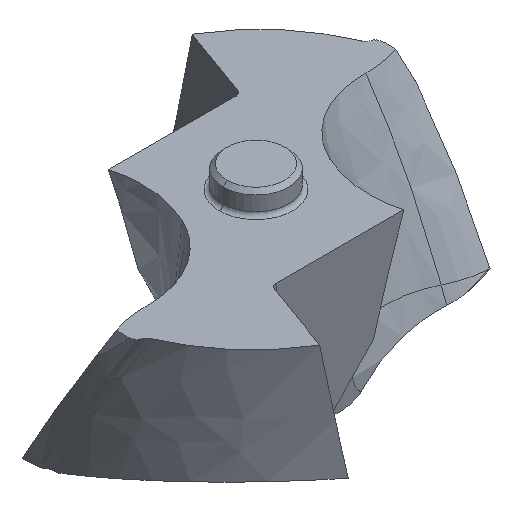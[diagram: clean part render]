
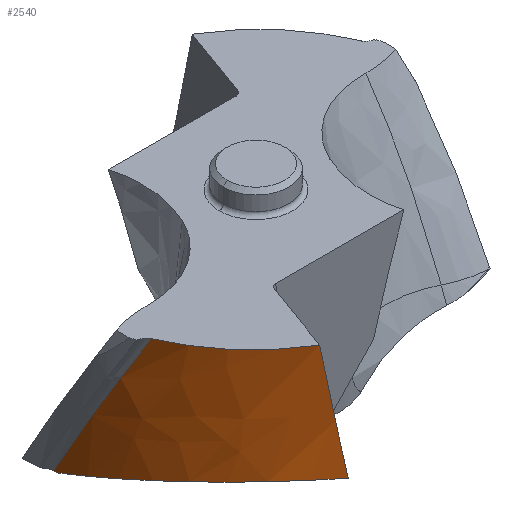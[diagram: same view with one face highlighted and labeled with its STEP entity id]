
A CAD part, isometric view. The second image highlights one B-rep face of the part: STEP entity #2540.
In plain terms, the highlighted free-form (B-spline) face has degree [3, 3] with [7, 5] control points.
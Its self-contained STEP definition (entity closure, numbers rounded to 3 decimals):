
#169=CARTESIAN_POINT('',(-3.889,-6.298,
0.));
#170=CARTESIAN_POINT('',(-4.451,-5.962,
0.));
#171=CARTESIAN_POINT('',(-5.657,-5.002,
0.));
#172=CARTESIAN_POINT('',(-6.513,-3.707,
0.));
#173=CARTESIAN_POINT('',(-6.857,-2.905,
0.));
#461=CARTESIAN_POINT('',(-7.448,0.202,
-5.587));
#774=CARTESIAN_POINT('',(-3.167,-6.657,
-4.54));
#775=CARTESIAN_POINT('',(-3.361,-6.567,
-4.504));
#776=CARTESIAN_POINT('',(-3.735,-6.374,
-4.444));
#777=CARTESIAN_POINT('',(-4.236,-6.062,
-4.382));
#778=CARTESIAN_POINT('',(-4.741,-5.689,
-4.343));
#779=CARTESIAN_POINT('',(-5.195,-5.29,
-4.332));
#780=CARTESIAN_POINT('',(-5.613,-4.858,
-4.347));
#781=CARTESIAN_POINT('',(-5.989,-4.401,
-4.387));
#782=CARTESIAN_POINT('',(-6.324,-3.916,
-4.453));
#783=CARTESIAN_POINT('',(-6.602,-3.44,
-4.536));
#784=CARTESIAN_POINT('',(-6.858,-2.913,
-4.647));
#785=CARTESIAN_POINT('',(-7.064,-2.377,
-4.78));
#786=CARTESIAN_POINT('',(-7.225,-1.844,
-4.928));
#787=CARTESIAN_POINT('',(-7.354,-1.245,
-5.113));
#788=CARTESIAN_POINT('',(-7.431,-0.65,
-5.315));
#789=CARTESIAN_POINT('',(-7.451,-0.22,
-5.474));
#790=CARTESIAN_POINT('',(-7.45,0.,
-5.56));
#792=CARTESIAN_POINT('',(-7.45,0.,
-5.56));
#793=CARTESIAN_POINT('',(-7.45,0.022,
-5.563));
#794=CARTESIAN_POINT('',(-7.45,0.067,
-5.569));
#795=CARTESIAN_POINT('',(-7.449,0.135,
-5.578));
#796=CARTESIAN_POINT('',(-7.448,0.18,
-5.584));
#797=CARTESIAN_POINT('',(-7.448,0.202,
-5.587));
#799=CARTESIAN_POINT('',(-7.448,0.202,
-5.587));
#800=CARTESIAN_POINT('',(-7.467,-0.405,
-4.491));
#801=CARTESIAN_POINT('',(-7.365,-1.458,
-2.629));
#802=CARTESIAN_POINT('',(-7.032,-2.491,
-0.766));
#803=CARTESIAN_POINT('',(-6.857,-2.905,
0.));
#805=CARTESIAN_POINT('',(-3.889,-6.298,
0.));
#806=CARTESIAN_POINT('',(-3.83,-6.317,
-0.347));
#807=CARTESIAN_POINT('',(-3.721,-6.354,
-1.003));
#808=CARTESIAN_POINT('',(-3.578,-6.408,
-1.869));
#809=CARTESIAN_POINT('',(-3.457,-6.464,
-2.625));
#810=CARTESIAN_POINT('',(-3.35,-6.524,
-3.308));
#811=CARTESIAN_POINT('',(-3.254,-6.588,
-3.942));
#812=CARTESIAN_POINT('',(-3.195,-6.634,
-4.345));
#813=CARTESIAN_POINT('',(-3.167,-6.657,
-4.54));
#965=CARTESIAN_POINT('',(-3.889,-6.298,
0.));
#966=VERTEX_POINT('',#965);
#967=VERTEX_POINT('',#173);
#998=CARTESIAN_POINT('',(-7.45,0.,
-5.56));
#999=VERTEX_POINT('',#998);
#1000=VERTEX_POINT('',#774);
#1015=VERTEX_POINT('',#461);
#2496=CARTESIAN_POINT('',(-3.495,-6.575,
-5.643));
#2497=CARTESIAN_POINT('',(-3.044,-6.72,
-4.529));
#2498=CARTESIAN_POINT('',(-2.136,-6.99,
-2.63));
#2499=CARTESIAN_POINT('',(-0.987,-7.239,
-0.731));
#2500=CARTESIAN_POINT('',(-0.473,-7.331,
0.053));
#2501=CARTESIAN_POINT('',(-3.584,-6.527,
-5.643));
#2502=CARTESIAN_POINT('',(-3.135,-6.681,
-4.529));
#2503=CARTESIAN_POINT('',(-2.23,-6.965,
-2.63));
#2504=CARTESIAN_POINT('',(-1.085,-7.228,
-0.731));
#2505=CARTESIAN_POINT('',(-0.572,-7.326,
0.053));
#2506=CARTESIAN_POINT('',(-4.448,-6.046,
-5.643));
#2507=CARTESIAN_POINT('',(-4.02,-6.281,
-4.529));
#2508=CARTESIAN_POINT('',(-3.151,-6.704,
-2.63));
#2509=CARTESIAN_POINT('',(-2.041,-7.106,
-0.731));
#2510=CARTESIAN_POINT('',(-1.543,-7.261,
0.053));
#2511=CARTESIAN_POINT('',(-5.898,-4.807,
-5.643));
#2512=CARTESIAN_POINT('',(-5.54,-5.188,
-4.529));
#2513=CARTESIAN_POINT('',(-4.791,-5.859,
-2.63));
#2514=CARTESIAN_POINT('',(-3.801,-6.51,
-0.731));
#2515=CARTESIAN_POINT('',(-3.353,-6.767,
0.053));
#2516=CARTESIAN_POINT('',(-7.222,-2.415,
-5.643));
#2517=CARTESIAN_POINT('',(-7.032,-2.956,
-4.529));
#2518=CARTESIAN_POINT('',(-6.569,-3.901,
-2.63));
#2519=CARTESIAN_POINT('',(-5.864,-4.825,
-0.731));
#2520=CARTESIAN_POINT('',(-5.534,-5.195,
0.053));
#2521=CARTESIAN_POINT('',(-7.482,-0.6,
-5.643));
#2522=CARTESIAN_POINT('',(-7.435,-1.202,
-4.529));
#2523=CARTESIAN_POINT('',(-7.217,-2.25,
-2.63));
#2524=CARTESIAN_POINT('',(-6.757,-3.276,
-0.731));
#2525=CARTESIAN_POINT('',(-6.527,-3.69,
0.053));
#2526=CARTESIAN_POINT('',(-7.444,0.314,
-5.643));
#2527=CARTESIAN_POINT('',(-7.473,-0.304,
-4.529));
#2528=CARTESIAN_POINT('',(-7.383,-1.381,
-2.63));
#2529=CARTESIAN_POINT('',(-7.052,-2.436,
-0.731));
#2530=CARTESIAN_POINT('',(-6.876,-2.861,
0.053));
#2531=B_SPLINE_SURFACE_WITH_KNOTS('',3,3,((#2496,#2497,#2498,#2499,#2500),
(#2501,#2502,#2503,#2504,#2505),(#2506,#2507,#2508,#2509,#2510),(#2511,#2512,
#2513,#2514,#2515),(#2516,#2517,#2518,#2519,#2520),(#2521,#2522,#2523,#2524,
#2525),(#2526,#2527,#2528,#2529,#2530)),.UNSPECIFIED.,.F.,.F.,.F.,(4,1,1,1,4),
(4,1,4),(0.222,0.25,0.5,0.75,1.008),(
0.065,3.927,6.643),.UNSPECIFIED.);
#2532=ORIENTED_EDGE('',*,*,#1706,.T.);
#2533=ORIENTED_EDGE('',*,*,#1750,.T.);
#2534=ORIENTED_EDGE('',*,*,#2484,.T.);
#2535=ORIENTED_EDGE('',*,*,#1301,.F.);
#2537=ORIENTED_EDGE('',*,*,#2536,.T.);
#2538=EDGE_LOOP('',(#2532,#2533,#2534,#2535,#2537));
#2539=FACE_OUTER_BOUND('',#2538,.F.);
#174=B_SPLINE_CURVE_WITH_KNOTS('',3,(#169,#170,#171,#172,#173),.UNSPECIFIED.,
.F.,.F.,(4,1,4),(0.,0.429,1.),.UNSPECIFIED.);
#791=B_SPLINE_CURVE_WITH_KNOTS('',3,(#774,#775,#776,#777,#778,#779,#780,#781,
#782,#783,#784,#785,#786,#787,#788,#789,#790),.UNSPECIFIED.,.F.,.F.,(4,1,1,1,1,
1,1,1,1,1,1,1,1,1,4),(0.,0.071,0.143,
0.214,0.286,0.357,0.429,0.5,
0.571,0.643,0.714,0.786,
0.857,0.929,1.),.UNSPECIFIED.);
#798=B_SPLINE_CURVE_WITH_KNOTS('',3,(#792,#793,#794,#795,#796,#797),
.UNSPECIFIED.,.F.,.F.,(4,1,1,4),(0.,0.333,0.667,1.),
.UNSPECIFIED.);
#804=B_SPLINE_CURVE_WITH_KNOTS('',3,(#799,#800,#801,#802,#803),.UNSPECIFIED.,
.F.,.F.,(4,1,4),(0.,0.589,1.),.UNSPECIFIED.);
#814=B_SPLINE_CURVE_WITH_KNOTS('',3,(#805,#806,#807,#808,#809,#810,#811,#812,
#813),.UNSPECIFIED.,.F.,.F.,(4,1,1,1,1,1,4),(0.,0.167,
0.333,0.5,0.667,0.833,1.),
.UNSPECIFIED.);
#1301=EDGE_CURVE('',#966,#967,#174,.T.);
#1706=EDGE_CURVE('',#1000,#999,#791,.T.);
#1750=EDGE_CURVE('',#999,#1015,#798,.T.);
#2484=EDGE_CURVE('',#1015,#967,#804,.T.);
#2536=EDGE_CURVE('',#966,#1000,#814,.T.);
#2540=ADVANCED_FACE('',(#2539),#2531,.F.);
